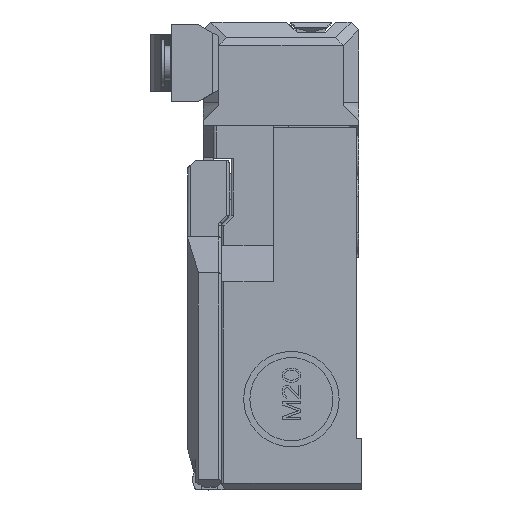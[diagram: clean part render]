
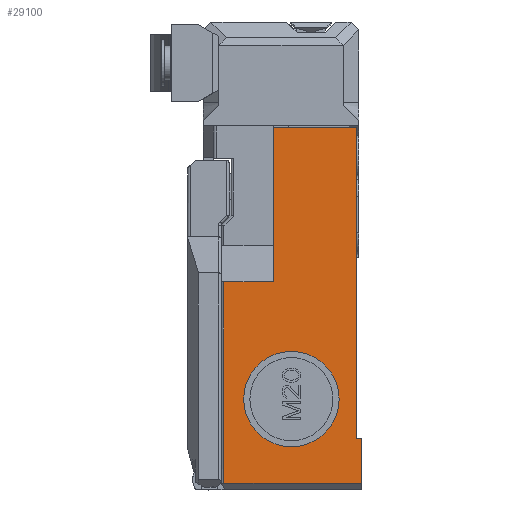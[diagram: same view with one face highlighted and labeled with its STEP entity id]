
A CAD part, left-side view. The second image highlights one B-rep face of the part: STEP entity #29100.
In plain terms, the highlighted planar face has unit normal (-1, 0, 0).
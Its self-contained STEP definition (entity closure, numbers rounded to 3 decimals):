
#1188 = DIRECTION ( 'NONE',  ( 0., -1., 0. ) ) ;
#1489 = ORIENTED_EDGE ( 'NONE', *, *, #72360, .T. ) ;
#2589 = EDGE_CURVE ( 'NONE', #25643, #14298, #40816, .T. ) ;
#3692 = CARTESIAN_POINT ( 'NONE',  ( -26., -14.5, 0. ) ) ;
#5982 = VERTEX_POINT ( 'NONE', #30308 ) ;
#6306 = VECTOR ( 'NONE', #18782, 1000. ) ;
#6665 = VECTOR ( 'NONE', #61074, 1000. ) ;
#11997 = ORIENTED_EDGE ( 'NONE', *, *, #24125, .F. ) ;
#12238 = CARTESIAN_POINT ( 'NONE',  ( -26., 1.5, 40.062 ) ) ;
#14298 = VERTEX_POINT ( 'NONE', #75711 ) ;
#15524 = CARTESIAN_POINT ( 'NONE',  ( -26., -14.5, 10. ) ) ;
#16134 = ORIENTED_EDGE ( 'NONE', *, *, #70586, .T. ) ;
#16672 = ORIENTED_EDGE ( 'NONE', *, *, #2589, .T. ) ;
#17228 = VECTOR ( 'NONE', #49269, 1000. ) ;
#18782 = DIRECTION ( 'NONE',  ( 0., 0., 1. ) ) ;
#19270 = LINE ( 'NONE', #3692, #17228 ) ;
#21002 = CARTESIAN_POINT ( 'NONE',  ( -26., -14.5, 40.062 ) ) ;
#22638 = VERTEX_POINT ( 'NONE', #53406 ) ;
#22641 = VERTEX_POINT ( 'NONE', #79614 ) ;
#23376 = DIRECTION ( 'NONE',  ( 1., 0., 0. ) ) ;
#23560 = VECTOR ( 'NONE', #1188, 1000. ) ;
#24125 = EDGE_CURVE ( 'NONE', #25643, #28580, #54582, .T. ) ;
#25643 = VERTEX_POINT ( 'NONE', #63658 ) ;
#25672 = AXIS2_PLACEMENT_3D ( 'NONE', #62354, #23376, #68887 ) ;
#28580 = VERTEX_POINT ( 'NONE', #30870 ) ;
#29100 = ADVANCED_FACE ( 'NONE', ( #52885, #68202 ), #29922, .T. ) ;
#29263 = VERTEX_POINT ( 'NONE', #31878 ) ;
#29300 = CARTESIAN_POINT ( 'NONE',  ( -26., -15.5, 10. ) ) ;
#29922 = PLANE ( 'NONE',  #30743 ) ;
#30308 = CARTESIAN_POINT ( 'NONE',  ( -26., -2., 26.69 ) ) ;
#30743 = AXIS2_PLACEMENT_3D ( 'NONE', #42734, #75464, #36441 ) ;
#30870 = CARTESIAN_POINT ( 'NONE',  ( -26., 11., 40.062 ) ) ;
#31878 = CARTESIAN_POINT ( 'NONE',  ( -26., -14.5, 10. ) ) ;
#33107 = CARTESIAN_POINT ( 'NONE',  ( -26., -2., 17.5 ) ) ;
#35161 = EDGE_CURVE ( 'NONE', #22638, #46994, #75626, .T. ) ;
#36441 = DIRECTION ( 'NONE',  ( 0., 0., 1. ) ) ;
#37126 = ORIENTED_EDGE ( 'NONE', *, *, #64386, .T. ) ;
#39634 = DIRECTION ( 'NONE',  ( 0., 0., -1. ) ) ;
#39790 = EDGE_CURVE ( 'NONE', #29263, #22641, #19270, .T. ) ;
#40683 = LINE ( 'NONE', #21002, #75328 ) ;
#40816 = LINE ( 'NONE', #53034, #23560 ) ;
#40906 = ORIENTED_EDGE ( 'NONE', *, *, #79336, .T. ) ;
#42734 = CARTESIAN_POINT ( 'NONE',  ( -26., -14.5, 0. ) ) ;
#44438 = EDGE_LOOP ( 'NONE', ( #81380, #11997, #16672, #37126, #16134, #74850, #67616, #48048 ) ) ;
#46885 = VECTOR ( 'NONE', #70198, 1000. ) ;
#46994 = VERTEX_POINT ( 'NONE', #54820 ) ;
#47119 = AXIS2_PLACEMENT_3D ( 'NONE', #33107, #78658, #39634 ) ;
#47207 = CARTESIAN_POINT ( 'NONE',  ( -26., -15.5, 0. ) ) ;
#48048 = ORIENTED_EDGE ( 'NONE', *, *, #35161, .F. ) ;
#49269 = DIRECTION ( 'NONE',  ( 0., 0., 1. ) ) ;
#50801 = CARTESIAN_POINT ( 'NONE',  ( -26., -2., 8.31 ) ) ;
#52530 = VECTOR ( 'NONE', #67949, 1000. ) ;
#52885 = FACE_BOUND ( 'NONE', #80208, .T. ) ;
#53034 = CARTESIAN_POINT ( 'NONE',  ( -26., -14.5, 1.289 ) ) ;
#53406 = CARTESIAN_POINT ( 'NONE',  ( -26., 1.5, 40.062 ) ) ;
#53416 = DIRECTION ( 'NONE',  ( 0., -1., 0. ) ) ;
#53752 = DIRECTION ( 'NONE',  ( 0., 0., 1. ) ) ;
#54582 = LINE ( 'NONE', #80720, #52530 ) ;
#54820 = CARTESIAN_POINT ( 'NONE',  ( -26., 1.5, 69.8 ) ) ;
#56588 = LINE ( 'NONE', #15524, #6665 ) ;
#60135 = VECTOR ( 'NONE', #53752, 1000. ) ;
#61074 = DIRECTION ( 'NONE',  ( 0., 1., 0. ) ) ;
#62354 = CARTESIAN_POINT ( 'NONE',  ( -26., -2., 17.5 ) ) ;
#63658 = CARTESIAN_POINT ( 'NONE',  ( -26., 11., 1.289 ) ) ;
#63660 = CARTESIAN_POINT ( 'NONE',  ( -26., -14.5, 69.8 ) ) ;
#64386 = EDGE_CURVE ( 'NONE', #14298, #67266, #75409, .T. ) ;
#66248 = LINE ( 'NONE', #63660, #46885 ) ;
#67266 = VERTEX_POINT ( 'NONE', #29300 ) ;
#67616 = ORIENTED_EDGE ( 'NONE', *, *, #67877, .T. ) ;
#67877 = EDGE_CURVE ( 'NONE', #22641, #46994, #66248, .T. ) ;
#67891 = VERTEX_POINT ( 'NONE', #50801 ) ;
#67949 = DIRECTION ( 'NONE',  ( 0., 0., 1. ) ) ;
#68202 = FACE_OUTER_BOUND ( 'NONE', #44438, .T. ) ;
#68887 = DIRECTION ( 'NONE',  ( 0., 0., -1. ) ) ;
#69290 = CIRCLE ( 'NONE', #25672, 9.19 ) ;
#70198 = DIRECTION ( 'NONE',  ( 0., 1., 0. ) ) ;
#70586 = EDGE_CURVE ( 'NONE', #67266, #29263, #56588, .T. ) ;
#72360 = EDGE_CURVE ( 'NONE', #67891, #5982, #78960, .T. ) ;
#74850 = ORIENTED_EDGE ( 'NONE', *, *, #39790, .T. ) ;
#75328 = VECTOR ( 'NONE', #53416, 1000. ) ;
#75409 = LINE ( 'NONE', #47207, #60135 ) ;
#75464 = DIRECTION ( 'NONE',  ( -1., 0., 0. ) ) ;
#75626 = LINE ( 'NONE', #12238, #6306 ) ;
#75711 = CARTESIAN_POINT ( 'NONE',  ( -26., -15.5, 1.289 ) ) ;
#78658 = DIRECTION ( 'NONE',  ( 1., 0., 0. ) ) ;
#78960 = CIRCLE ( 'NONE', #47119, 9.19 ) ;
#79336 = EDGE_CURVE ( 'NONE', #5982, #67891, #69290, .T. ) ;
#79614 = CARTESIAN_POINT ( 'NONE',  ( -26., -14.5, 69.8 ) ) ;
#79691 = EDGE_CURVE ( 'NONE', #28580, #22638, #40683, .T. ) ;
#80208 = EDGE_LOOP ( 'NONE', ( #1489, #40906 ) ) ;
#80720 = CARTESIAN_POINT ( 'NONE',  ( -26., 11., 51.243 ) ) ;
#81380 = ORIENTED_EDGE ( 'NONE', *, *, #79691, .F. ) ;
